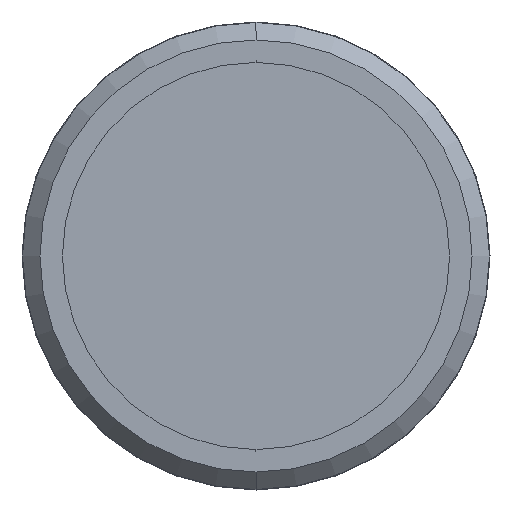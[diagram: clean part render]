
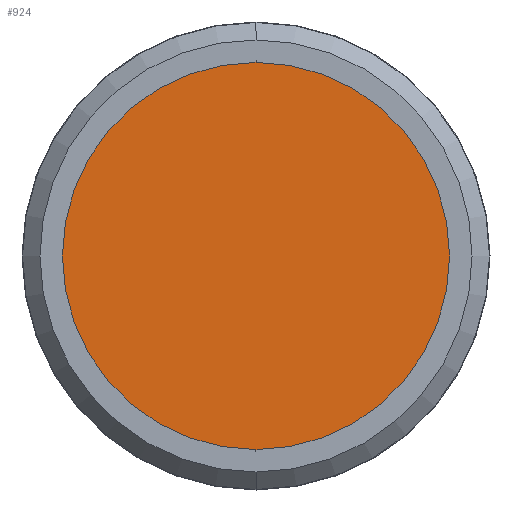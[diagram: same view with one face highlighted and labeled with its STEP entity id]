
A CAD part, front view. The second image highlights one B-rep face of the part: STEP entity #924.
In plain terms, the highlighted planar face has unit normal (0, -1, 0).
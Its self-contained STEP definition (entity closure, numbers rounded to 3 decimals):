
#924=ADVANCED_FACE('',(#1777),#1778,.T.);
#1777=FACE_OUTER_BOUND('',#2588,.T.);
#1778=PLANE('',#2589);
#2588=EDGE_LOOP('',(#4701,#4702));
#2589=AXIS2_PLACEMENT_3D('',#4703,#4704,#4705);
#4701=ORIENTED_EDGE('',*,*,#5492,.T.);
#4702=ORIENTED_EDGE('',*,*,#5510,.T.);
#4703=CARTESIAN_POINT('',(0.0,-0.01,6.204));
#4704=DIRECTION('',(0.0,-1.0,0.0));
#4705=DIRECTION('',(0.0,0.0,1.0));
#5492=EDGE_CURVE('',#6602,#6606,#6608,.T.);
#5510=EDGE_CURVE('',#6606,#6602,#6630,.T.);
#6602=VERTEX_POINT('',#8220);
#6606=VERTEX_POINT('',#8225);
#6608=CIRCLE('',#8228,12.408);
#6630=CIRCLE('',#8254,12.408);
#8220=CARTESIAN_POINT('',(0.0,-0.01,12.408));
#8225=CARTESIAN_POINT('',(0.,-0.01,-12.408));
#8228=AXIS2_PLACEMENT_3D('',#9335,#9336,#9337);
#8254=AXIS2_PLACEMENT_3D('',#9360,#9361,#9362);
#9335=CARTESIAN_POINT('',(0.0,-0.01,0.0));
#9336=DIRECTION('',(0.0,-1.0,0.0));
#9337=DIRECTION('',(0.0,0.0,1.0));
#9360=CARTESIAN_POINT('',(0.0,-0.01,0.0));
#9361=DIRECTION('',(0.0,-1.0,0.0));
#9362=DIRECTION('',(0.0,0.0,1.0));
